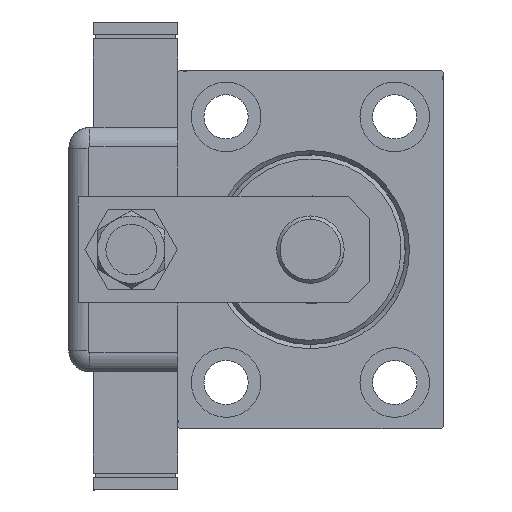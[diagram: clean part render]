
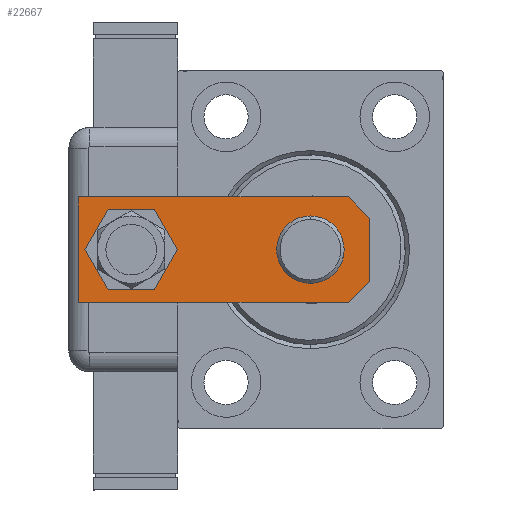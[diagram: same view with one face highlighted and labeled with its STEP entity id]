
A CAD part, left-side view. The second image highlights one B-rep face of the part: STEP entity #22667.
In plain terms, the highlighted face is planar.
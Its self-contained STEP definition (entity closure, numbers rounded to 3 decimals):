
#543 = FACE_BOUND ( 'NONE', #23267, .T. ) ;
#612 = ORIENTED_EDGE ( 'NONE', *, *, #34482, .T. ) ;
#1195 = DIRECTION ( 'NONE',  ( -0.707, -0.707, 0. ) ) ;
#3233 = EDGE_LOOP ( 'NONE', ( #612, #51311 ) ) ;
#4231 = DIRECTION ( 'NONE',  ( 1., 0., 0. ) ) ;
#4296 = CARTESIAN_POINT ( 'NONE',  ( -12.5, 69., 0. ) ) ;
#4659 = DIRECTION ( 'NONE',  ( 1., 0., 0. ) ) ;
#5007 = ORIENTED_EDGE ( 'NONE', *, *, #52323, .T. ) ;
#5436 = FACE_OUTER_BOUND ( 'NONE', #56874, .T. ) ;
#7567 = ORIENTED_EDGE ( 'NONE', *, *, #15684, .F. ) ;
#8546 = CARTESIAN_POINT ( 'NONE',  ( -7., 56.5, 0. ) ) ;
#9947 = EDGE_CURVE ( 'NONE', #58543, #59780, #16901, .T. ) ;
#9952 = EDGE_CURVE ( 'NONE', #17883, #54839, #30773, .T. ) ;
#10502 = DIRECTION ( 'NONE',  ( 1., 0., 0. ) ) ;
#11150 = CARTESIAN_POINT ( 'NONE',  ( 12.5, 69., 0. ) ) ;
#13136 = DIRECTION ( 'NONE',  ( 0., -1., 0. ) ) ;
#13959 = DIRECTION ( 'NONE',  ( 1., 0., 0. ) ) ;
#14137 = ORIENTED_EDGE ( 'NONE', *, *, #50235, .T. ) ;
#14631 = LINE ( 'NONE', #56931, #58479 ) ;
#15076 = CARTESIAN_POINT ( 'NONE',  ( 0., 13., 0. ) ) ;
#15684 = EDGE_CURVE ( 'NONE', #20741, #17883, #49564, .T. ) ;
#15873 = DIRECTION ( 'NONE',  ( 0., 0., 1. ) ) ;
#16151 = LINE ( 'NONE', #56970, #31409 ) ;
#16901 = CIRCLE ( 'NONE', #24677, 7. ) ;
#17456 = AXIS2_PLACEMENT_3D ( 'NONE', #60250, #50811, #4231 ) ;
#17883 = VERTEX_POINT ( 'NONE', #46269 ) ;
#18561 = CARTESIAN_POINT ( 'NONE',  ( -7., 13., 0. ) ) ;
#18899 = CARTESIAN_POINT ( 'NONE',  ( 7.5, 0., 0. ) ) ;
#19852 = ORIENTED_EDGE ( 'NONE', *, *, #51060, .T. ) ;
#20557 = AXIS2_PLACEMENT_3D ( 'NONE', #51245, #38132, #4659 ) ;
#20741 = VERTEX_POINT ( 'NONE', #11150 ) ;
#21563 = VERTEX_POINT ( 'NONE', #57080 ) ;
#22667 = ADVANCED_FACE ( 'NONE', ( #5436, #543, #55076 ), #22818, .F. ) ;
#22818 = PLANE ( 'NONE',  #17456 ) ;
#23104 = CARTESIAN_POINT ( 'NONE',  ( 0., 56.5, 0. ) ) ;
#23267 = EDGE_LOOP ( 'NONE', ( #19852, #14137 ) ) ;
#24677 = AXIS2_PLACEMENT_3D ( 'NONE', #53011, #15873, #53611 ) ;
#27648 = CARTESIAN_POINT ( 'NONE',  ( 12.5, 69., 0. ) ) ;
#29004 = CARTESIAN_POINT ( 'NONE',  ( -7.5, 0., 0. ) ) ;
#29849 = DIRECTION ( 'NONE',  ( 1., 0., 0. ) ) ;
#30773 = LINE ( 'NONE', #4296, #44157 ) ;
#30970 = VECTOR ( 'NONE', #46478, 1000. ) ;
#31409 = VECTOR ( 'NONE', #29849, 1000. ) ;
#31603 = VECTOR ( 'NONE', #59005, 1000. ) ;
#33277 = VERTEX_POINT ( 'NONE', #18899 ) ;
#33667 = LINE ( 'NONE', #37339, #30970 ) ;
#34482 = EDGE_CURVE ( 'NONE', #59780, #58543, #47116, .T. ) ;
#34718 = CARTESIAN_POINT ( 'NONE',  ( 7., 56.5, 0. ) ) ;
#35112 = CIRCLE ( 'NONE', #20557, 7. ) ;
#35899 = VERTEX_POINT ( 'NONE', #46372 ) ;
#36135 = AXIS2_PLACEMENT_3D ( 'NONE', #23104, #51701, #13959 ) ;
#37339 = CARTESIAN_POINT ( 'NONE',  ( 12.5, 0., 0. ) ) ;
#38132 = DIRECTION ( 'NONE',  ( 0., 0., 1. ) ) ;
#40262 = ORIENTED_EDGE ( 'NONE', *, *, #9952, .F. ) ;
#40369 = EDGE_CURVE ( 'NONE', #35899, #20741, #33667, .T. ) ;
#40838 = VECTOR ( 'NONE', #47588, 1000. ) ;
#41223 = ORIENTED_EDGE ( 'NONE', *, *, #40369, .F. ) ;
#43009 = EDGE_CURVE ( 'NONE', #21563, #54839, #56419, .T. ) ;
#44157 = VECTOR ( 'NONE', #13136, 1000. ) ;
#46269 = CARTESIAN_POINT ( 'NONE',  ( -12.5, 69., 0. ) ) ;
#46372 = CARTESIAN_POINT ( 'NONE',  ( 12.5, 5., 0. ) ) ;
#46478 = DIRECTION ( 'NONE',  ( 0., 1., 0. ) ) ;
#47116 = CIRCLE ( 'NONE', #56799, 7. ) ;
#47588 = DIRECTION ( 'NONE',  ( -0.707, 0.707, 0. ) ) ;
#48143 = VERTEX_POINT ( 'NONE', #34718 ) ;
#49471 = CARTESIAN_POINT ( 'NONE',  ( -12.5, 5., 0. ) ) ;
#49564 = LINE ( 'NONE', #27648, #31603 ) ;
#49704 = CIRCLE ( 'NONE', #36135, 7. ) ;
#50235 = EDGE_CURVE ( 'NONE', #48143, #55432, #49704, .T. ) ;
#50811 = DIRECTION ( 'NONE',  ( 0., 0., 1. ) ) ;
#51060 = EDGE_CURVE ( 'NONE', #55432, #48143, #35112, .T. ) ;
#51245 = CARTESIAN_POINT ( 'NONE',  ( 0., 56.5, 0. ) ) ;
#51311 = ORIENTED_EDGE ( 'NONE', *, *, #9947, .T. ) ;
#51701 = DIRECTION ( 'NONE',  ( 0., 0., 1. ) ) ;
#51937 = ORIENTED_EDGE ( 'NONE', *, *, #43009, .T. ) ;
#52221 = DIRECTION ( 'NONE',  ( 0., 0., 1. ) ) ;
#52323 = EDGE_CURVE ( 'NONE', #35899, #33277, #14631, .T. ) ;
#53011 = CARTESIAN_POINT ( 'NONE',  ( 0., 13., 0. ) ) ;
#53611 = DIRECTION ( 'NONE',  ( 1., 0., 0. ) ) ;
#54341 = ORIENTED_EDGE ( 'NONE', *, *, #55234, .F. ) ;
#54839 = VERTEX_POINT ( 'NONE', #49471 ) ;
#55076 = FACE_BOUND ( 'NONE', #3233, .T. ) ;
#55234 = EDGE_CURVE ( 'NONE', #21563, #33277, #16151, .T. ) ;
#55432 = VERTEX_POINT ( 'NONE', #8546 ) ;
#56419 = LINE ( 'NONE', #29004, #40838 ) ;
#56799 = AXIS2_PLACEMENT_3D ( 'NONE', #15076, #52221, #10502 ) ;
#56874 = EDGE_LOOP ( 'NONE', ( #54341, #51937, #40262, #7567, #41223, #5007 ) ) ;
#56931 = CARTESIAN_POINT ( 'NONE',  ( 12.5, 5., 0. ) ) ;
#56970 = CARTESIAN_POINT ( 'NONE',  ( -12.5, 0., 0. ) ) ;
#57080 = CARTESIAN_POINT ( 'NONE',  ( -7.5, 0., 0. ) ) ;
#58479 = VECTOR ( 'NONE', #1195, 1000. ) ;
#58543 = VERTEX_POINT ( 'NONE', #60050 ) ;
#59005 = DIRECTION ( 'NONE',  ( -1., 0., 0. ) ) ;
#59780 = VERTEX_POINT ( 'NONE', #18561 ) ;
#60050 = CARTESIAN_POINT ( 'NONE',  ( 7., 13., 0. ) ) ;
#60250 = CARTESIAN_POINT ( 'NONE',  ( 0., 0., 0. ) ) ;
